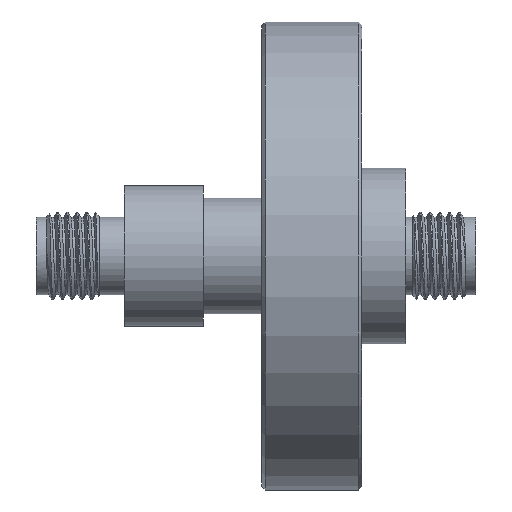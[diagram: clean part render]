
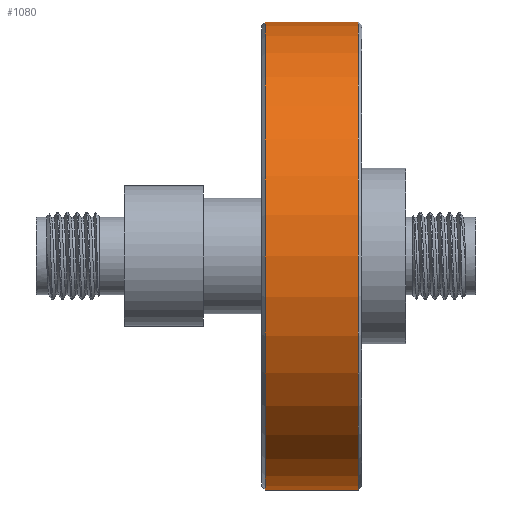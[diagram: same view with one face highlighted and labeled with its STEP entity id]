
A CAD part, front view. The second image highlights one B-rep face of the part: STEP entity #1080.
In plain terms, the highlighted cylindrical face has radius 16.891 mm (diameter 33.782 mm), a partial arc.
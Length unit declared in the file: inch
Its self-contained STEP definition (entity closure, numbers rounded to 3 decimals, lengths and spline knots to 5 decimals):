
#919 = EDGE_CURVE ( 'NONE', #950, #1123, #4480, .T. ) ;
#929 = EDGE_CURVE ( 'NONE', #953, #1120, #4450, .T. ) ;
#950 = VERTEX_POINT ( 'NONE', #8253 ) ;
#953 = VERTEX_POINT ( 'NONE', #8252 ) ;
#1080 = ADVANCED_FACE ( 'NONE', ( #4656 ), #4655, .T. ) ;
#1081 = EDGE_LOOP ( 'NONE', ( #1082, #1083, #1085, #1086 ) ) ;
#1082 = ORIENTED_EDGE ( 'NONE', *, *, #919, .F. ) ;
#1083 = ORIENTED_EDGE ( 'NONE', *, *, #1084, .T. ) ;
#1084 = EDGE_CURVE ( 'NONE', #950, #953, #4650, .T. ) ;
#1085 = ORIENTED_EDGE ( 'NONE', *, *, #929, .T. ) ;
#1086 = ORIENTED_EDGE ( 'NONE', *, *, #1087, .T. ) ;
#1087 = EDGE_CURVE ( 'NONE', #1120, #1123, #4644, .T. ) ;
#1120 = VERTEX_POINT ( 'NONE', #4784 ) ;
#1123 = VERTEX_POINT ( 'NONE', #4778 ) ;
#4447 = DIRECTION ( 'NONE',  ( -1., 0., 0. ) ) ;
#4448 = VECTOR ( 'NONE', #4447, 39.37008 ) ;
#4449 = CARTESIAN_POINT ( 'NONE',  ( 0.285, 0., 0.665 ) ) ;
#4450 = LINE ( 'NONE', #4449, #4448 ) ;
#4477 = DIRECTION ( 'NONE',  ( -1., 0., 0. ) ) ;
#4478 = VECTOR ( 'NONE', #4477, 39.37008 ) ;
#4479 = CARTESIAN_POINT ( 'NONE',  ( 0.285, 0., -0.665 ) ) ;
#4480 = LINE ( 'NONE', #4479, #4478 ) ;
#4640 = DIRECTION ( 'NONE',  ( 0., 0., -1. ) ) ;
#4641 = DIRECTION ( 'NONE',  ( 1., 0., 0. ) ) ;
#4642 = CARTESIAN_POINT ( 'NONE',  ( 0.01, 0., 0. ) ) ;
#4643 = AXIS2_PLACEMENT_3D ( 'NONE', #4642, #4641, #4640 ) ;
#4644 = CIRCLE ( 'NONE', #4643, 0.665 ) ;
#4646 = DIRECTION ( 'NONE',  ( 0., 0., -1. ) ) ;
#4647 = DIRECTION ( 'NONE',  ( -1., 0., 0. ) ) ;
#4648 = CARTESIAN_POINT ( 'NONE',  ( 0.275, 0., 0. ) ) ;
#4649 = AXIS2_PLACEMENT_3D ( 'NONE', #4648, #4647, #4646 ) ;
#4650 = CIRCLE ( 'NONE', #4649, 0.665 ) ;
#4651 = DIRECTION ( 'NONE',  ( 0., 0., 1. ) ) ;
#4652 = DIRECTION ( 'NONE',  ( -1., 0., 0. ) ) ;
#4653 = CARTESIAN_POINT ( 'NONE',  ( 0.285, 0., 0. ) ) ;
#4654 = AXIS2_PLACEMENT_3D ( 'NONE', #4653, #4652, #4651 ) ;
#4655 = CYLINDRICAL_SURFACE ( 'NONE', #4654, 0.665 ) ;
#4656 = FACE_OUTER_BOUND ( 'NONE', #1081, .T. ) ;
#4778 = CARTESIAN_POINT ( 'NONE',  ( 0.01, 0., -0.665 ) ) ;
#4784 = CARTESIAN_POINT ( 'NONE',  ( 0.01, 0., 0.665 ) ) ;
#8252 = CARTESIAN_POINT ( 'NONE',  ( 0.275, 0., 0.665 ) ) ;
#8253 = CARTESIAN_POINT ( 'NONE',  ( 0.275, 0., -0.665 ) ) ;
